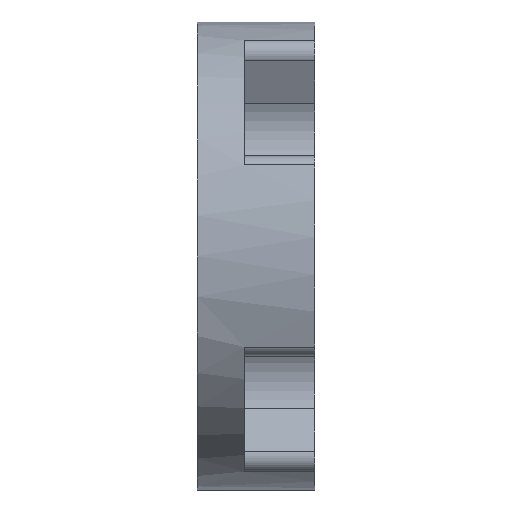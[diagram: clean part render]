
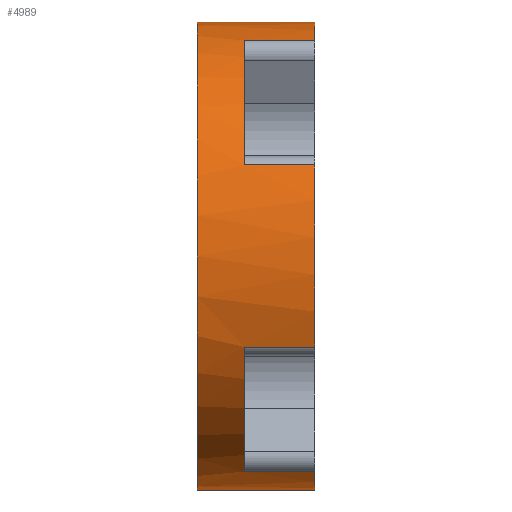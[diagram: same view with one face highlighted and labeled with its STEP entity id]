
A CAD part, left-side view. The second image highlights one B-rep face of the part: STEP entity #4989.
In plain terms, the highlighted cylindrical face has radius 12.696 mm (diameter 25.392 mm), a partial arc.
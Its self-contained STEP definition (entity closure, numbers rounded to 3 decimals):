
#33 = CIRCLE ( 'NONE', #4519, 12.696 ) ;
#36 = VERTEX_POINT ( 'NONE', #4170 ) ;
#113 = ORIENTED_EDGE ( 'NONE', *, *, #6952, .T. ) ;
#543 = LINE ( 'NONE', #8444, #1507 ) ;
#601 = ORIENTED_EDGE ( 'NONE', *, *, #3344, .T. ) ;
#840 = ORIENTED_EDGE ( 'NONE', *, *, #8372, .T. ) ;
#883 = CARTESIAN_POINT ( 'NONE',  ( 0., 0., 12.696 ) ) ;
#992 = AXIS2_PLACEMENT_3D ( 'NONE', #7515, #1973, #4050 ) ;
#1251 = VECTOR ( 'NONE', #13317, 1000. ) ;
#1334 = CARTESIAN_POINT ( 'NONE',  ( 0., 0., 0. ) ) ;
#1507 = VECTOR ( 'NONE', #1800, 1000. ) ;
#1583 = EDGE_CURVE ( 'NONE', #7569, #7048, #33, .T. ) ;
#1705 = CARTESIAN_POINT ( 'NONE',  ( -11.696, 6.35, 4.939 ) ) ;
#1755 = DIRECTION ( 'NONE',  ( 0., 1., 0. ) ) ;
#1800 = DIRECTION ( 'NONE',  ( 0., -1., 0. ) ) ;
#1857 = AXIS2_PLACEMENT_3D ( 'NONE', #1334, #10571, #12775 ) ;
#1973 = DIRECTION ( 'NONE',  ( 0., 1., 0. ) ) ;
#2041 = CARTESIAN_POINT ( 'NONE',  ( -11.696, 0., 4.939 ) ) ;
#2083 = DIRECTION ( 'NONE',  ( 0., 0., -1. ) ) ;
#2168 = EDGE_CURVE ( 'NONE', #9741, #11501, #3876, .T. ) ;
#2393 = CARTESIAN_POINT ( 'NONE',  ( 0., 6.35, 0. ) ) ;
#2556 = AXIS2_PLACEMENT_3D ( 'NONE', #2393, #9048, #11480 ) ;
#2707 = VECTOR ( 'NONE', #10231, 1000. ) ;
#2991 = CARTESIAN_POINT ( 'NONE',  ( 0., 3.81, 0. ) ) ;
#2997 = ORIENTED_EDGE ( 'NONE', *, *, #13673, .T. ) ;
#3046 = DIRECTION ( 'NONE',  ( 0., -1., 0. ) ) ;
#3117 = VECTOR ( 'NONE', #12379, 1000. ) ;
#3263 = CIRCLE ( 'NONE', #1857, 12.696 ) ;
#3344 = EDGE_CURVE ( 'NONE', #10333, #13532, #5679, .T. ) ;
#3379 = CARTESIAN_POINT ( 'NONE',  ( -4.939, 6.35, 11.696 ) ) ;
#3495 = DIRECTION ( 'NONE',  ( 0., -1., 0. ) ) ;
#3555 = AXIS2_PLACEMENT_3D ( 'NONE', #9443, #10704, #10555 ) ;
#3732 = CARTESIAN_POINT ( 'NONE',  ( 0., 0., 0. ) ) ;
#3764 = EDGE_CURVE ( 'NONE', #4804, #10333, #11813, .T. ) ;
#3876 = CIRCLE ( 'NONE', #7649, 12.696 ) ;
#3916 = CARTESIAN_POINT ( 'NONE',  ( 0., 6.35, -12.696 ) ) ;
#4038 = DIRECTION ( 'NONE',  ( 0., 0., -1. ) ) ;
#4050 = DIRECTION ( 'NONE',  ( 0., 0., -1. ) ) ;
#4170 = CARTESIAN_POINT ( 'NONE',  ( -4.939, 0., -11.696 ) ) ;
#4519 = AXIS2_PLACEMENT_3D ( 'NONE', #2991, #1755, #4038 ) ;
#4699 = EDGE_CURVE ( 'NONE', #5940, #12293, #3263, .T. ) ;
#4804 = VERTEX_POINT ( 'NONE', #2041 ) ;
#4977 = ORIENTED_EDGE ( 'NONE', *, *, #4699, .T. ) ;
#4989 = ADVANCED_FACE ( 'NONE', ( #11334 ), #6977, .T. ) ;
#5418 = LINE ( 'NONE', #8830, #1251 ) ;
#5679 = CIRCLE ( 'NONE', #3555, 12.696 ) ;
#5776 = CARTESIAN_POINT ( 'NONE',  ( -4.939, 3.81, -11.696 ) ) ;
#5935 = CARTESIAN_POINT ( 'NONE',  ( 0., 6.35, 12.696 ) ) ;
#5940 = VERTEX_POINT ( 'NONE', #9237 ) ;
#6779 = ORIENTED_EDGE ( 'NONE', *, *, #1583, .T. ) ;
#6952 = EDGE_CURVE ( 'NONE', #8454, #4804, #13738, .T. ) ;
#6977 = CYLINDRICAL_SURFACE ( 'NONE', #2556, 12.696 ) ;
#7048 = VERTEX_POINT ( 'NONE', #11268 ) ;
#7270 = DIRECTION ( 'NONE',  ( 0., 0., -1. ) ) ;
#7515 = CARTESIAN_POINT ( 'NONE',  ( 0., 0., 0. ) ) ;
#7569 = VERTEX_POINT ( 'NONE', #5776 ) ;
#7626 = EDGE_CURVE ( 'NONE', #11501, #12597, #5418, .T. ) ;
#7649 = AXIS2_PLACEMENT_3D ( 'NONE', #10951, #3046, #2083 ) ;
#7650 = ORIENTED_EDGE ( 'NONE', *, *, #12602, .T. ) ;
#7924 = LINE ( 'NONE', #5935, #12034 ) ;
#8203 = CARTESIAN_POINT ( 'NONE',  ( 0., 6.35, 12.696 ) ) ;
#8354 = DIRECTION ( 'NONE',  ( 0., 1., 0. ) ) ;
#8372 = EDGE_CURVE ( 'NONE', #12597, #36, #14009, .T. ) ;
#8383 = CARTESIAN_POINT ( 'NONE',  ( -11.696, 0., -4.939 ) ) ;
#8444 = CARTESIAN_POINT ( 'NONE',  ( -11.696, 6.35, -4.939 ) ) ;
#8454 = VERTEX_POINT ( 'NONE', #8383 ) ;
#8830 = CARTESIAN_POINT ( 'NONE',  ( 0., 6.35, -12.696 ) ) ;
#8990 = LINE ( 'NONE', #3379, #3117 ) ;
#9048 = DIRECTION ( 'NONE',  ( 0., -1., 0. ) ) ;
#9237 = CARTESIAN_POINT ( 'NONE',  ( -4.939, 0., 11.696 ) ) ;
#9443 = CARTESIAN_POINT ( 'NONE',  ( 0., 3.81, 0. ) ) ;
#9562 = DIRECTION ( 'NONE',  ( 0., 1., 0. ) ) ;
#9648 = ORIENTED_EDGE ( 'NONE', *, *, #3764, .T. ) ;
#9677 = ORIENTED_EDGE ( 'NONE', *, *, #2168, .T. ) ;
#9741 = VERTEX_POINT ( 'NONE', #8203 ) ;
#9989 = AXIS2_PLACEMENT_3D ( 'NONE', #3732, #9562, #7270 ) ;
#10019 = LINE ( 'NONE', #14580, #2707 ) ;
#10158 = CARTESIAN_POINT ( 'NONE',  ( -11.696, 3.81, 4.939 ) ) ;
#10231 = DIRECTION ( 'NONE',  ( 0., 1., 0. ) ) ;
#10274 = CARTESIAN_POINT ( 'NONE',  ( -4.939, 3.81, 11.696 ) ) ;
#10333 = VERTEX_POINT ( 'NONE', #10158 ) ;
#10555 = DIRECTION ( 'NONE',  ( 0., 0., -1. ) ) ;
#10571 = DIRECTION ( 'NONE',  ( 0., 1., 0. ) ) ;
#10704 = DIRECTION ( 'NONE',  ( 0., 1., 0. ) ) ;
#10921 = EDGE_CURVE ( 'NONE', #9741, #12293, #7924, .T. ) ;
#10951 = CARTESIAN_POINT ( 'NONE',  ( 0., 6.35, 0. ) ) ;
#11268 = CARTESIAN_POINT ( 'NONE',  ( -11.696, 3.81, -4.939 ) ) ;
#11334 = FACE_OUTER_BOUND ( 'NONE', #11932, .T. ) ;
#11480 = DIRECTION ( 'NONE',  ( 0., 0., -1. ) ) ;
#11501 = VERTEX_POINT ( 'NONE', #3916 ) ;
#11541 = ORIENTED_EDGE ( 'NONE', *, *, #7626, .T. ) ;
#11807 = VECTOR ( 'NONE', #8354, 1000. ) ;
#11813 = LINE ( 'NONE', #1705, #11807 ) ;
#11932 = EDGE_LOOP ( 'NONE', ( #14501, #9677, #11541, #840, #7650, #6779, #2997, #113, #9648, #601, #12560, #4977 ) ) ;
#12034 = VECTOR ( 'NONE', #3495, 1000. ) ;
#12293 = VERTEX_POINT ( 'NONE', #883 ) ;
#12379 = DIRECTION ( 'NONE',  ( 0., -1., 0. ) ) ;
#12560 = ORIENTED_EDGE ( 'NONE', *, *, #14538, .T. ) ;
#12597 = VERTEX_POINT ( 'NONE', #14511 ) ;
#12602 = EDGE_CURVE ( 'NONE', #36, #7569, #10019, .T. ) ;
#12775 = DIRECTION ( 'NONE',  ( 0., 0., -1. ) ) ;
#13317 = DIRECTION ( 'NONE',  ( 0., -1., 0. ) ) ;
#13532 = VERTEX_POINT ( 'NONE', #10274 ) ;
#13673 = EDGE_CURVE ( 'NONE', #7048, #8454, #543, .T. ) ;
#13738 = CIRCLE ( 'NONE', #992, 12.696 ) ;
#14009 = CIRCLE ( 'NONE', #9989, 12.696 ) ;
#14501 = ORIENTED_EDGE ( 'NONE', *, *, #10921, .F. ) ;
#14511 = CARTESIAN_POINT ( 'NONE',  ( 0., 0., -12.696 ) ) ;
#14538 = EDGE_CURVE ( 'NONE', #13532, #5940, #8990, .T. ) ;
#14580 = CARTESIAN_POINT ( 'NONE',  ( -4.939, 6.35, -11.696 ) ) ;
